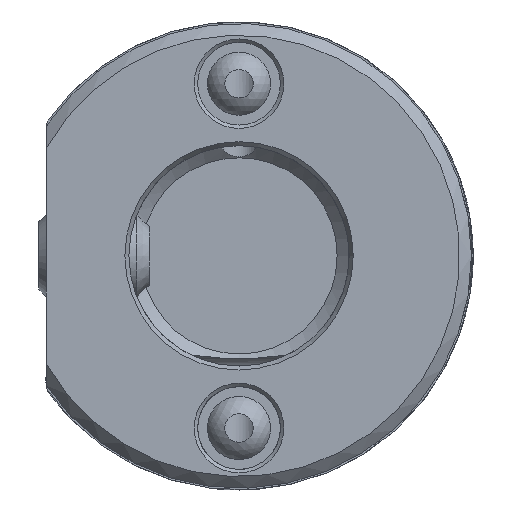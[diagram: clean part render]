
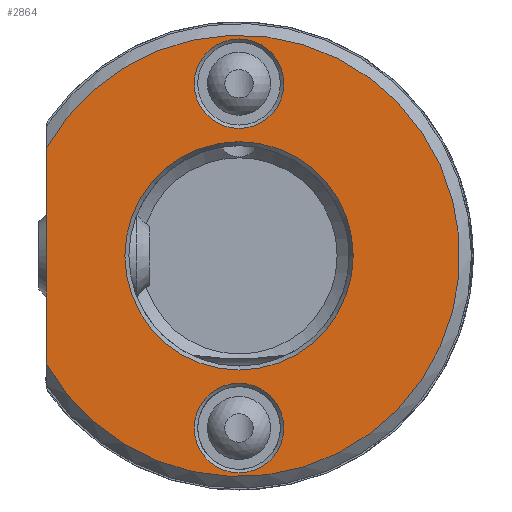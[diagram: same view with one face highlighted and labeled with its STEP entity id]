
A CAD part, left-side view. The second image highlights one B-rep face of the part: STEP entity #2864.
In plain terms, the highlighted planar face has unit normal (-1, 0, 0).
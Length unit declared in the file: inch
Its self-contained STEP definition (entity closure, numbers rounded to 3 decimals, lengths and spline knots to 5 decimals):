
#117=PLANE('',#3131);
#203=FACE_BOUND('',#863,.T.);
#204=FACE_BOUND('',#864,.T.);
#205=FACE_BOUND('',#865,.T.);
#339=LINE('',#5046,#495);
#495=VECTOR('',#3705,0.3937);
#696=FACE_OUTER_BOUND('',#862,.T.);
#862=EDGE_LOOP('',(#2168,#2169));
#863=EDGE_LOOP('',(#2170));
#864=EDGE_LOOP('',(#2171));
#865=EDGE_LOOP('',(#2172));
#1040=CIRCLE('',#3128,0.25591);
#1043=CIRCLE('',#3132,1.26181);
#1044=CIRCLE('',#3133,0.25591);
#1045=CIRCLE('',#3134,0.65265);
#1244=VERTEX_POINT('',#5036);
#1247=VERTEX_POINT('',#5044);
#1248=VERTEX_POINT('',#5045);
#1249=VERTEX_POINT('',#5048);
#1250=VERTEX_POINT('',#5050);
#1589=EDGE_CURVE('',#1244,#1244,#1040,.T.);
#1593=EDGE_CURVE('',#1247,#1248,#339,.T.);
#1594=EDGE_CURVE('',#1247,#1248,#1043,.T.);
#1595=EDGE_CURVE('',#1249,#1249,#1044,.T.);
#1596=EDGE_CURVE('',#1250,#1250,#1045,.T.);
#2168=ORIENTED_EDGE('',*,*,#1593,.T.);
#2169=ORIENTED_EDGE('',*,*,#1594,.F.);
#2170=ORIENTED_EDGE('',*,*,#1595,.F.);
#2171=ORIENTED_EDGE('',*,*,#1596,.F.);
#2172=ORIENTED_EDGE('',*,*,#1589,.F.);
#2864=ADVANCED_FACE('',(#696,#203,#204,#205),#117,.T.);
#3128=AXIS2_PLACEMENT_3D('',#5037,#3696,#3697);
#3131=AXIS2_PLACEMENT_3D('',#5043,#3703,#3704);
#3132=AXIS2_PLACEMENT_3D('',#5047,#3706,#3707);
#3133=AXIS2_PLACEMENT_3D('',#5049,#3708,#3709);
#3134=AXIS2_PLACEMENT_3D('',#5051,#3710,#3711);
#3696=DIRECTION('center_axis',(-1.,0.,0.));
#3697=DIRECTION('ref_axis',(0.,1.,0.));
#3703=DIRECTION('center_axis',(-1.,0.,0.));
#3704=DIRECTION('ref_axis',(0.,0.,1.));
#3705=DIRECTION('',(0.,0.,-1.));
#3706=DIRECTION('center_axis',(1.,0.,0.));
#3707=DIRECTION('ref_axis',(0.,-1.,0.));
#3708=DIRECTION('center_axis',(-1.,0.,0.));
#3709=DIRECTION('ref_axis',(0.,1.,0.));
#3710=DIRECTION('center_axis',(-1.,0.,0.));
#3711=DIRECTION('ref_axis',(0.,1.,0.));
#5036=CARTESIAN_POINT('',(-2.55906,-0.25591,0.98425));
#5037=CARTESIAN_POINT('Origin',(-2.55906,0.,
0.98425));
#5043=CARTESIAN_POINT('Origin',(-2.55906,0.66437,0.));
#5044=CARTESIAN_POINT('',(-2.55906,1.10236,0.61397));
#5045=CARTESIAN_POINT('',(-2.55906,1.10236,-0.61397));
#5046=CARTESIAN_POINT('',(-2.55906,1.10236,0.));
#5047=CARTESIAN_POINT('Origin',(-2.55906,0.,
0.));
#5048=CARTESIAN_POINT('',(-2.55906,-0.25591,-0.98425));
#5049=CARTESIAN_POINT('Origin',(-2.55906,0.,
-0.98425));
#5050=CARTESIAN_POINT('',(-2.55906,-0.65265,0.));
#5051=CARTESIAN_POINT('Origin',(-2.55906,0.,
0.));
